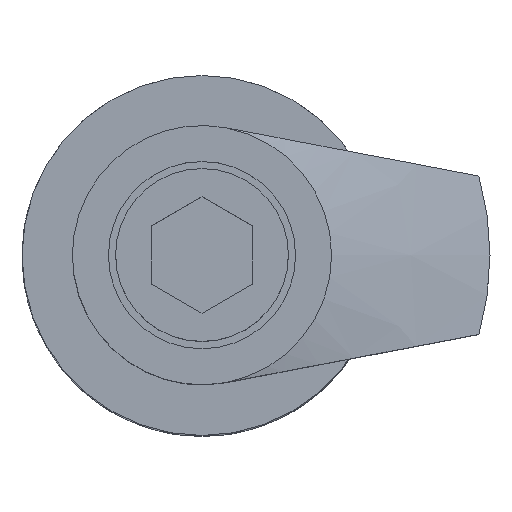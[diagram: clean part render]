
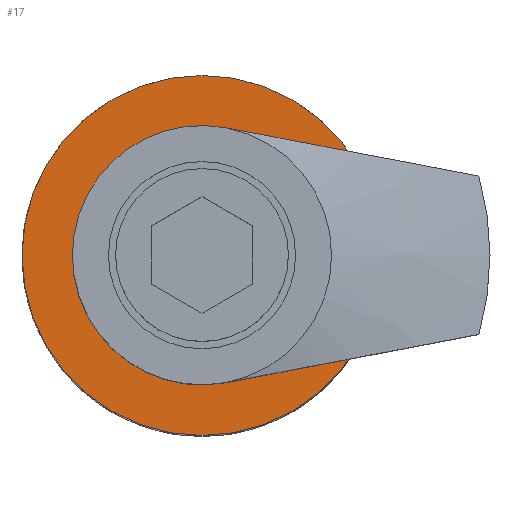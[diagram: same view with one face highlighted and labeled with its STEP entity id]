
A CAD part, top view. The second image highlights one B-rep face of the part: STEP entity #17.
In plain terms, the highlighted planar face has unit normal (0, 0, 1).
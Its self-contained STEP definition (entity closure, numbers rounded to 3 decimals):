
#17 = ADVANCED_FACE ( 'NONE', ( #281, #117 ), #972, .F. ) ;
#79 = VERTEX_POINT ( 'NONE', #1002 ) ;
#117 = FACE_OUTER_BOUND ( 'NONE', #1311, .T. ) ;
#190 = CARTESIAN_POINT ( 'NONE',  ( 0., 0., 80. ) ) ;
#242 = EDGE_CURVE ( 'NONE', #79, #1794, #2028, .T. ) ;
#250 = CIRCLE ( 'NONE', #1478, 25. ) ;
#257 = EDGE_CURVE ( 'NONE', #905, #2056, #855, .T. ) ;
#281 = FACE_BOUND ( 'NONE', #442, .T. ) ;
#297 = DIRECTION ( 'NONE',  ( 1., 0., 0. ) ) ;
#429 = ORIENTED_EDGE ( 'NONE', *, *, #1166, .T. ) ;
#442 = EDGE_LOOP ( 'NONE', ( #603, #577 ) ) ;
#494 = ORIENTED_EDGE ( 'NONE', *, *, #257, .T. ) ;
#495 = DIRECTION ( 'NONE',  ( 0., 0., 1. ) ) ;
#577 = ORIENTED_EDGE ( 'NONE', *, *, #242, .F. ) ;
#603 = ORIENTED_EDGE ( 'NONE', *, *, #1013, .F. ) ;
#611 = DIRECTION ( 'NONE',  ( 1., 0., 0. ) ) ;
#660 = CARTESIAN_POINT ( 'NONE',  ( 0., 0., 80. ) ) ;
#789 = DIRECTION ( 'NONE',  ( 0., 0., 1. ) ) ;
#851 = DIRECTION ( 'NONE',  ( 0., 0., 1. ) ) ;
#855 = CIRCLE ( 'NONE', #1175, 25. ) ;
#885 = AXIS2_PLACEMENT_3D ( 'NONE', #1480, #1308, #1971 ) ;
#905 = VERTEX_POINT ( 'NONE', #1684 ) ;
#972 = PLANE ( 'NONE',  #885 ) ;
#1002 = CARTESIAN_POINT ( 'NONE',  ( -16., 0., 80. ) ) ;
#1013 = EDGE_CURVE ( 'NONE', #1794, #79, #1618, .T. ) ;
#1049 = DIRECTION ( 'NONE',  ( 1., 0., 0. ) ) ;
#1122 = DIRECTION ( 'NONE',  ( 0., 0., 1. ) ) ;
#1136 = DIRECTION ( 'NONE',  ( 1., 0., 0. ) ) ;
#1166 = EDGE_CURVE ( 'NONE', #2056, #905, #250, .T. ) ;
#1175 = AXIS2_PLACEMENT_3D ( 'NONE', #1979, #1122, #1136 ) ;
#1308 = DIRECTION ( 'NONE',  ( 0., 0., -1. ) ) ;
#1311 = EDGE_LOOP ( 'NONE', ( #494, #429 ) ) ;
#1386 = CARTESIAN_POINT ( 'NONE',  ( -25., 0., 80. ) ) ;
#1478 = AXIS2_PLACEMENT_3D ( 'NONE', #190, #851, #1049 ) ;
#1480 = CARTESIAN_POINT ( 'NONE',  ( 25., 0., 80. ) ) ;
#1618 = CIRCLE ( 'NONE', #1839, 16. ) ;
#1684 = CARTESIAN_POINT ( 'NONE',  ( 25., 0., 80. ) ) ;
#1776 = AXIS2_PLACEMENT_3D ( 'NONE', #2141, #789, #611 ) ;
#1794 = VERTEX_POINT ( 'NONE', #2148 ) ;
#1839 = AXIS2_PLACEMENT_3D ( 'NONE', #660, #495, #297 ) ;
#1971 = DIRECTION ( 'NONE',  ( -1., 0., 0. ) ) ;
#1979 = CARTESIAN_POINT ( 'NONE',  ( 0., 0., 80. ) ) ;
#2028 = CIRCLE ( 'NONE', #1776, 16. ) ;
#2056 = VERTEX_POINT ( 'NONE', #1386 ) ;
#2141 = CARTESIAN_POINT ( 'NONE',  ( 0., 0., 80. ) ) ;
#2148 = CARTESIAN_POINT ( 'NONE',  ( 16., 0., 80. ) ) ;
